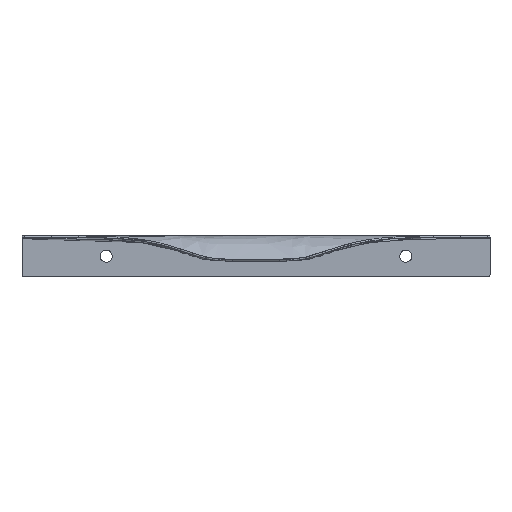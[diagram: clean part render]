
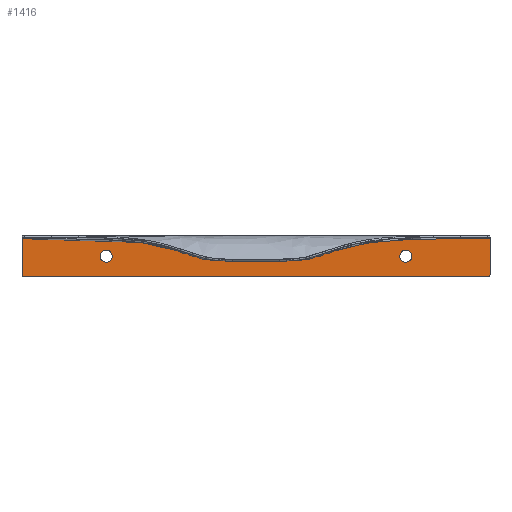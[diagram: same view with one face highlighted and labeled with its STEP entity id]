
A CAD part, front view. The second image highlights one B-rep face of the part: STEP entity #1416.
In plain terms, the highlighted planar face has unit normal (0, -1, 0).
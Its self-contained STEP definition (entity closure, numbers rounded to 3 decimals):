
#167=FACE_BOUND('',#290,.T.);
#168=FACE_BOUND('',#291,.T.);
#171=CIRCLE('',#1576,0.5);
#172=CIRCLE('',#1577,0.5);
#173=CIRCLE('',#1578,2.6);
#174=CIRCLE('',#1579,2.6);
#213=PLANE('',#1575);
#221=FACE_OUTER_BOUND('',#289,.T.);
#289=EDGE_LOOP('',(#1040,#1041,#1042,#1043,#1044,#1045));
#290=EDGE_LOOP('',(#1046));
#291=EDGE_LOOP('',(#1047));
#364=LINE('',#2656,#428);
#365=LINE('',#2658,#429);
#366=LINE('',#2660,#430);
#367=LINE('',#2664,#431);
#428=VECTOR('',#1658,10.);
#429=VECTOR('',#1659,10.);
#430=VECTOR('',#1660,10.);
#431=VECTOR('',#1663,10.);
#548=VERTEX_POINT('',#2654);
#549=VERTEX_POINT('',#2655);
#550=VERTEX_POINT('',#2657);
#551=VERTEX_POINT('',#2659);
#552=VERTEX_POINT('',#2661);
#553=VERTEX_POINT('',#2663);
#554=VERTEX_POINT('',#2666);
#555=VERTEX_POINT('',#2668);
#776=EDGE_CURVE('',#548,#549,#364,.T.);
#777=EDGE_CURVE('',#549,#550,#365,.T.);
#778=EDGE_CURVE('',#550,#551,#366,.T.);
#779=EDGE_CURVE('',#551,#552,#171,.T.);
#780=EDGE_CURVE('',#552,#553,#367,.T.);
#781=EDGE_CURVE('',#553,#548,#172,.T.);
#782=EDGE_CURVE('',#554,#554,#173,.T.);
#783=EDGE_CURVE('',#555,#555,#174,.T.);
#1040=ORIENTED_EDGE('',*,*,#776,.T.);
#1041=ORIENTED_EDGE('',*,*,#777,.T.);
#1042=ORIENTED_EDGE('',*,*,#778,.T.);
#1043=ORIENTED_EDGE('',*,*,#779,.T.);
#1044=ORIENTED_EDGE('',*,*,#780,.T.);
#1045=ORIENTED_EDGE('',*,*,#781,.T.);
#1046=ORIENTED_EDGE('',*,*,#782,.T.);
#1047=ORIENTED_EDGE('',*,*,#783,.T.);
#1416=ADVANCED_FACE('',(#221,#167,#168),#213,.T.);
#1575=AXIS2_PLACEMENT_3D('',#2653,#1656,#1657);
#1576=AXIS2_PLACEMENT_3D('',#2662,#1661,#1662);
#1577=AXIS2_PLACEMENT_3D('',#2665,#1664,#1665);
#1578=AXIS2_PLACEMENT_3D('',#2667,#1666,#1667);
#1579=AXIS2_PLACEMENT_3D('',#2669,#1668,#1669);
#1656=DIRECTION('center_axis',(0.,-1.,0.));
#1657=DIRECTION('ref_axis',(0.,0.,-1.));
#1658=DIRECTION('',(0.,0.,1.));
#1659=DIRECTION('',(-1.,0.,0.));
#1660=DIRECTION('',(0.,0.,-1.));
#1661=DIRECTION('center_axis',(0.,-1.,0.));
#1662=DIRECTION('ref_axis',(0.,0.,-1.));
#1663=DIRECTION('',(1.,0.,0.));
#1664=DIRECTION('center_axis',(0.,-1.,0.));
#1665=DIRECTION('ref_axis',(1.,0.,0.));
#1666=DIRECTION('center_axis',(0.,1.,0.));
#1667=DIRECTION('ref_axis',(-0.588,0.,0.809));
#1668=DIRECTION('center_axis',(0.,1.,0.));
#1669=DIRECTION('ref_axis',(-0.588,0.,0.809));
#2653=CARTESIAN_POINT('Origin',(-100.,-1.2,8.));
#2654=CARTESIAN_POINT('',(100.,-1.2,0.5));
#2655=CARTESIAN_POINT('',(100.,-1.2,16.));
#2656=CARTESIAN_POINT('',(100.,-1.2,0.5));
#2657=CARTESIAN_POINT('',(-100.,-1.2,16.));
#2658=CARTESIAN_POINT('',(100.,-1.2,16.));
#2659=CARTESIAN_POINT('',(-100.,-1.2,0.5));
#2660=CARTESIAN_POINT('',(-100.,-1.2,16.));
#2661=CARTESIAN_POINT('',(-99.5,-1.2,0.));
#2662=CARTESIAN_POINT('Origin',(-99.5,-1.2,0.5));
#2663=CARTESIAN_POINT('',(99.5,-1.2,0.));
#2664=CARTESIAN_POINT('',(-99.5,-1.2,0.));
#2665=CARTESIAN_POINT('Origin',(99.5,-1.2,0.5));
#2666=CARTESIAN_POINT('',(-64.,-1.2,11.1));
#2667=CARTESIAN_POINT('Origin',(-64.,-1.2,8.5));
#2668=CARTESIAN_POINT('',(64.,-1.2,11.1));
#2669=CARTESIAN_POINT('Origin',(64.,-1.2,8.5));
